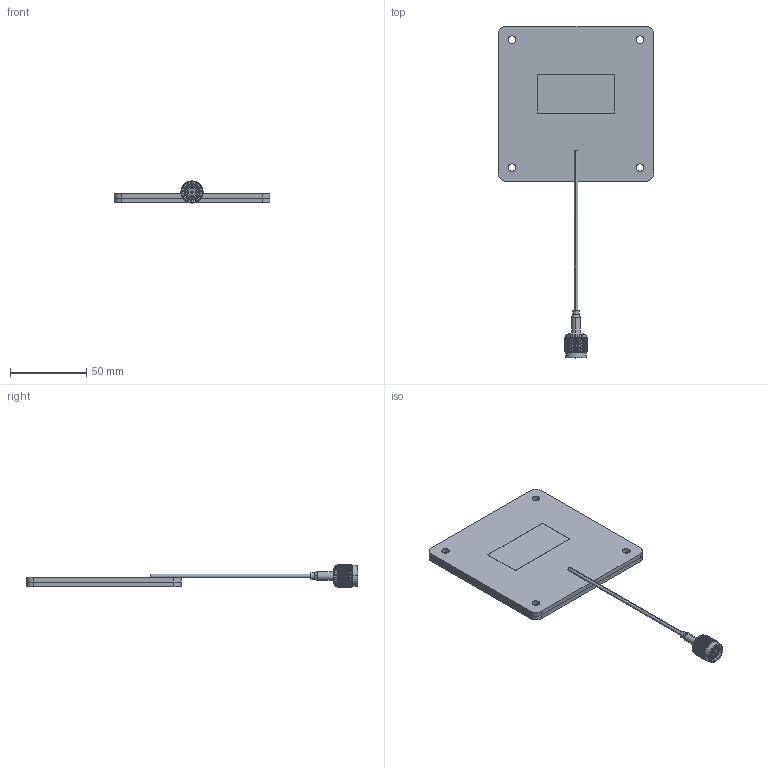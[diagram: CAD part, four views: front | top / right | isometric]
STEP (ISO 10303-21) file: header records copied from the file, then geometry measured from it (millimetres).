
FILE_DESCRIPTION (( 'STEP AP203' ), '1' );
FILE_NAME ('FMANFP1022_3D.STEP', '2022-11-21T16:39:49', ( '' ), ( '' ), 'SwSTEP 2.0', 'SolidWorks 2022', '' );
FILE_SCHEMA (( 'CONFIG_CONTROL_DESIGN' ));
Length unit declared in the file: inch
Products named in the file (3): LCANFP1022_MA1; FMANFP1022_3D; PE4668
Assembly tree (2 placements, depth 2):
  FMANFP1022_3D
    LCANFP1022_MA1
    PE4668
Bounding box: 102 x 218.01 x 14.5 mm (x, y, z)
Volume: 64284.1 mm3; surface area: 47713.1 mm2
Topology: 5 solids, 5 shells, 2713 faces, 5788 edges, 3096 vertices
Faces by surface type: bspline 2007, cylinder 597, plane 75, cone 34
Entity records: 104011 total; most frequent: CARTESIAN_POINT 67900, ORIENTED_EDGE 11576, EDGE_CURVE 5788, VERTEX_POINT 3096, EDGE_LOOP 2744, FACE_OUTER_BOUND 2713, ADVANCED_FACE 2713, DIRECTION 2314
